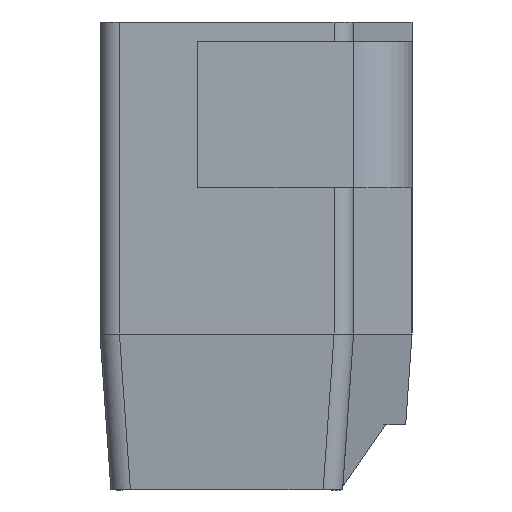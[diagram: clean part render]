
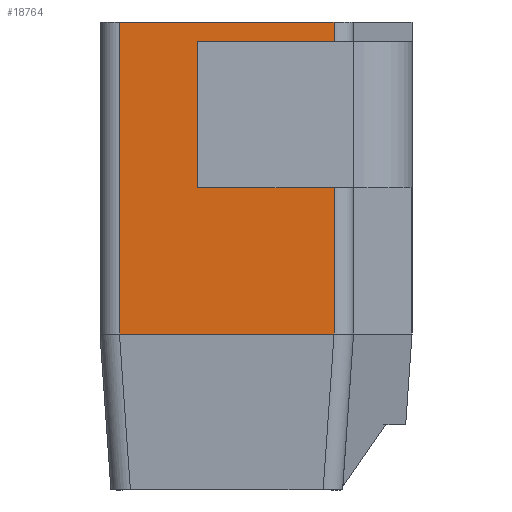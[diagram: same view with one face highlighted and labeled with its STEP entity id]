
A CAD part, left-side view. The second image highlights one B-rep face of the part: STEP entity #18764.
In plain terms, the highlighted planar face has unit normal (-1, 0, 0).
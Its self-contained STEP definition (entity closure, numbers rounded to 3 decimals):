
#2567 = CARTESIAN_POINT ( 'NONE',  ( -1.25, -0.2, 0.4 ) ) ;
#2568 = DIRECTION ( 'NONE',  ( 0., 1., 0. ) ) ;
#2569 = VECTOR ( 'NONE', #2568, 1000. ) ;
#2570 = CARTESIAN_POINT ( 'NONE',  ( -1.25, -2.098, 0.4 ) ) ;
#2571 = LINE ( 'NONE', #2570, #2569 ) ;
#2572 = CARTESIAN_POINT ( 'NONE',  ( -1.25, 0.35, 0.4 ) ) ;
#5594 = FACE_OUTER_BOUND ( 'NONE', #18765, .T. ) ;
#5617 = CARTESIAN_POINT ( 'NONE',  ( -1.25, 0.35, -0.4 ) ) ;
#5618 = CARTESIAN_POINT ( 'NONE',  ( -1.25, -0.2, -0.4 ) ) ;
#5619 = DIRECTION ( 'NONE',  ( 0., 1., 0. ) ) ;
#5620 = VECTOR ( 'NONE', #5619, 1000. ) ;
#5621 = CARTESIAN_POINT ( 'NONE',  ( -1.25, -2.098, -0.4 ) ) ;
#5622 = DIRECTION ( 'NONE',  ( 0., -1., 0. ) ) ;
#5623 = DIRECTION ( 'NONE',  ( -1., 0., 0. ) ) ;
#5624 = CARTESIAN_POINT ( 'NONE',  ( -1.25, -2.098, 0.4 ) ) ;
#5625 = AXIS2_PLACEMENT_3D ( 'NONE', #5624, #5623, #5622 ) ;
#5626 = LINE ( 'NONE', #5621, #5620 ) ;
#5627 = PLANE ( 'NONE',  #5625 ) ;
#5674 = DIRECTION ( 'NONE',  ( 0., 0., 1. ) ) ;
#5675 = VECTOR ( 'NONE', #5674, 1000. ) ;
#5676 = CARTESIAN_POINT ( 'NONE',  ( -1.25, -0.2, 0.4 ) ) ;
#5677 = LINE ( 'NONE', #5676, #5675 ) ;
#5786 = DIRECTION ( 'NONE',  ( 0., 0., -1. ) ) ;
#5787 = VECTOR ( 'NONE', #5786, 1000. ) ;
#5788 = CARTESIAN_POINT ( 'NONE',  ( -1.25, 0.35, 0.4 ) ) ;
#5789 = LINE ( 'NONE', #5788, #5787 ) ;
#17958 = VERTEX_POINT ( 'NONE', #2572 ) ;
#17960 = EDGE_CURVE ( 'NONE', #17961, #17958, #2571, .T. ) ;
#17961 = VERTEX_POINT ( 'NONE', #2567 ) ;
#18764 = ADVANCED_FACE ( 'NONE', ( #5594 ), #5627, .T. ) ;
#18765 = EDGE_LOOP ( 'NONE', ( #18767, #18774, #18778, #18810 ) ) ;
#18767 = ORIENTED_EDGE ( 'NONE', *, *, #18769, .F. ) ;
#18769 = EDGE_CURVE ( 'NONE', #18770, #18772, #5626, .T. ) ;
#18770 = VERTEX_POINT ( 'NONE', #5618 ) ;
#18772 = VERTEX_POINT ( 'NONE', #5617 ) ;
#18774 = ORIENTED_EDGE ( 'NONE', *, *, #18776, .T. ) ;
#18776 = EDGE_CURVE ( 'NONE', #18770, #17961, #5677, .T. ) ;
#18778 = ORIENTED_EDGE ( 'NONE', *, *, #17960, .T. ) ;
#18810 = ORIENTED_EDGE ( 'NONE', *, *, #18811, .T. ) ;
#18811 = EDGE_CURVE ( 'NONE', #17958, #18772, #5789, .T. ) ;
